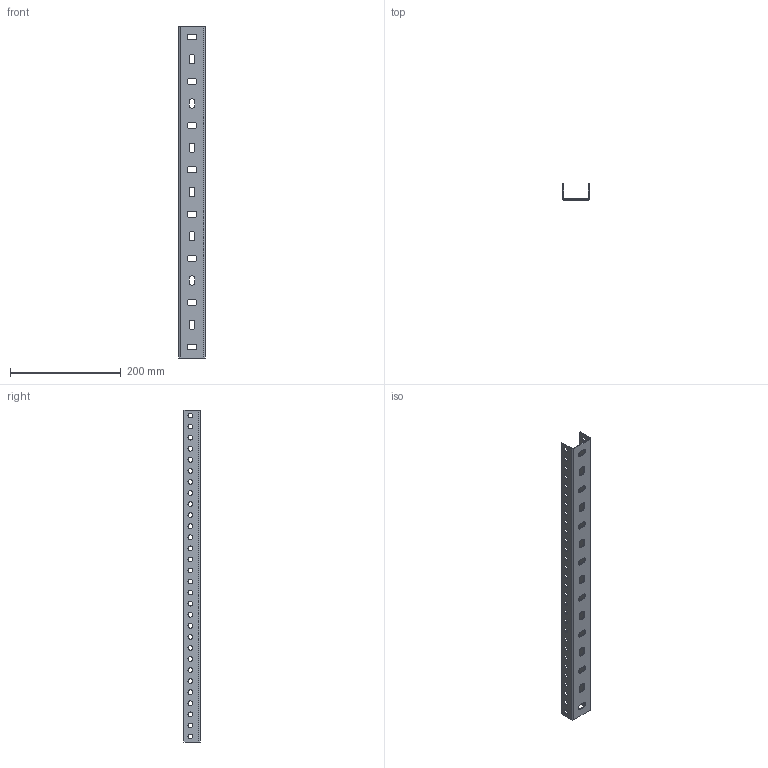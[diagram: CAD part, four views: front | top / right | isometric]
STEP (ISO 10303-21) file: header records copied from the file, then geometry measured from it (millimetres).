
FILE_DESCRIPTION (( 'STEP AP203' ), '1' );
FILE_NAME ('Ïðîôèëü BPM-29_BPM2906.STEP', '2012-11-16T11:02:26', ( 'Àñååâ' ), ( '' ), 'SwSTEP 2.0', 'SolidWorks 2012', '' );
FILE_SCHEMA (( 'CONFIG_CONTROL_DESIGN' ));
Length unit declared in the file: millimetre
Products named in the file (1): Ïðîôèëü BPM-29_BPM2906
Bounding box: 48 x 29 x 600 mm (x, y, z)
Volume: 82497.1 mm3; surface area: 115614.9 mm2
Topology: 1 solids, 1 shells, 142 faces, 434 edges, 294 vertices
Faces by surface type: cylinder 94, plane 48
Full cylindrical faces by diameter (mm): 8.5 x60
Entity records: 4765 total; most frequent: DIRECTION 818, CARTESIAN_POINT 751, ORIENTED_EDGE 688, EDGE_LOOP 352, EDGE_CURVE 344, AXIS2_PLACEMENT_3D 331, VERTEX_POINT 264, FACE_OUTER_BOUND 202
